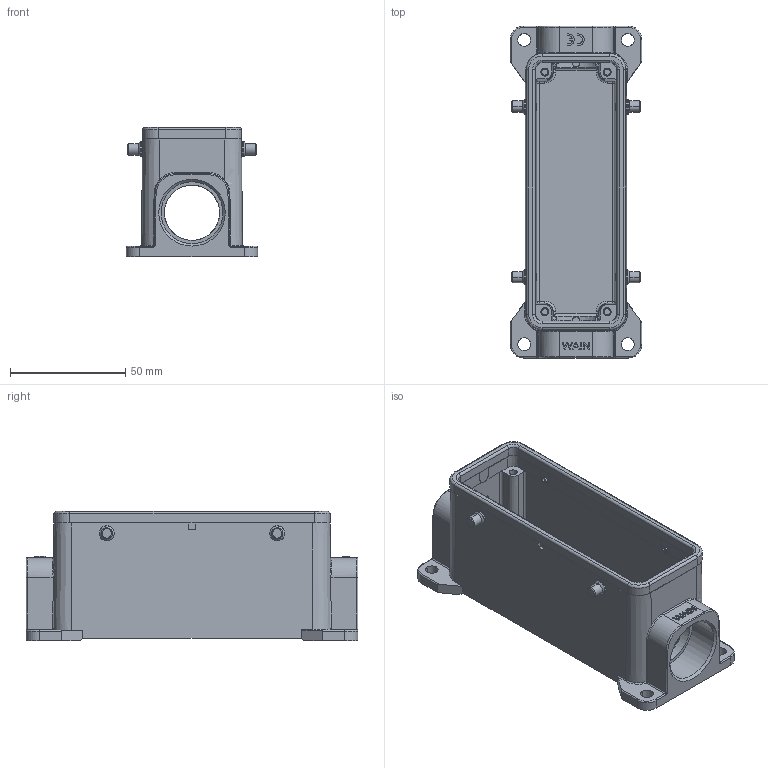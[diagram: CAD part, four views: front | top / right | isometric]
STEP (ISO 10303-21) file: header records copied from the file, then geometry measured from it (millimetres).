
FILE_DESCRIPTION(/* description */ (''),/* implementation_level */ '2;1');
FILE_NAME(/* name */ '3D_1240242301031_HV24B-SF-4B-2PG21_V1.1.STP',/* time_stamp */ '2024-01-11T11:45:18+08:00',/* author */ (''),/* organization */ (''),/* preprocessor_version */ 'ST-DEVELOPER v18.1',/* originating_system */ 'SIEMENS PLM Software NX 1980',/* authorisation */ '');
FILE_SCHEMA (('AUTOMOTIVE_DESIGN { 1 0 10303 214 3 1 1 1 }'));
Length unit declared in the file: millimetre
Products named in the file (1): 145933408BBA2o5p
Bounding box: 57 x 144 x 56 mm (x, y, z)
Volume: 102093.2 mm3; surface area: 54250.2 mm2
Topology: 6 solids, 6 shells, 484 faces, 1240 edges, 780 vertices
Faces by surface type: plane 207, cylinder 179, torus 48, cone 38, sphere 8, bspline 4
Full cylindrical faces by diameter (mm): 3 x4, 24 x2, 26.9 x2
Entity records: 15126 total; most frequent: CARTESIAN_POINT 3477, ORIENTED_EDGE 2414, DIRECTION 2400, EDGE_CURVE 1207, AXIS2_PLACEMENT_3D 881, VERTEX_POINT 772, LINE 638, VECTOR 638
